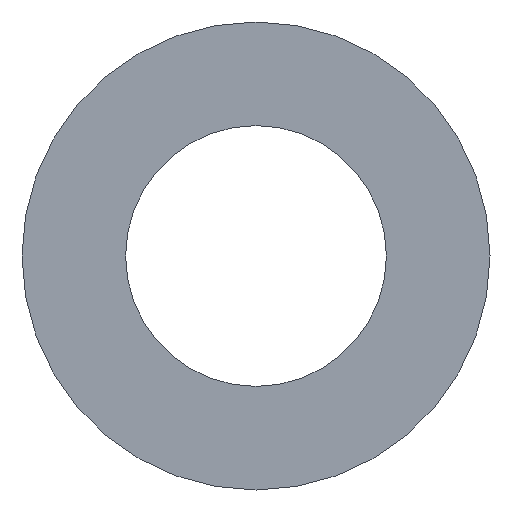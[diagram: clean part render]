
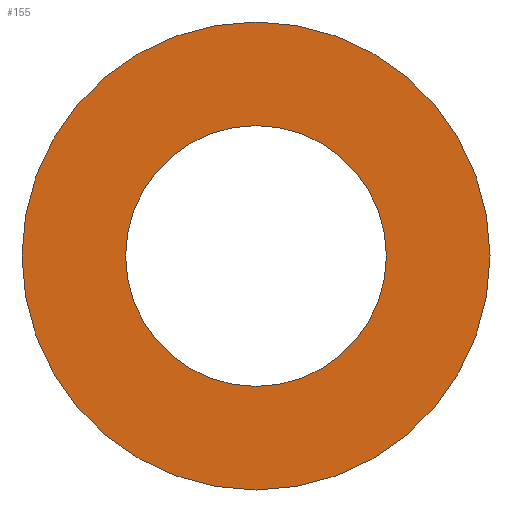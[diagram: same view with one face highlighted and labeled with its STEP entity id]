
A CAD part, front view. The second image highlights one B-rep face of the part: STEP entity #155.
In plain terms, the highlighted planar face has unit normal (0, -1, 0).
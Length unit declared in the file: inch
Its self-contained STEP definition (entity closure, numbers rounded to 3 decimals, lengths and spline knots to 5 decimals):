
#1 = EDGE_CURVE ( 'NONE', #12, #315, #103, .T. ) ;
#3 = DIRECTION ( 'NONE',  ( 0., 1., 0. ) ) ;
#11 = EDGE_CURVE ( 'NONE', #315, #12, #144, .T. ) ;
#12 = VERTEX_POINT ( 'NONE', #175 ) ;
#27 = CARTESIAN_POINT ( 'NONE',  ( 0., 0., 0.28125 ) ) ;
#37 = CARTESIAN_POINT ( 'NONE',  ( 0., 0., -0.15675 ) ) ;
#39 = CIRCLE ( 'NONE', #80, 0.28125 ) ;
#42 = DIRECTION ( 'NONE',  ( 0., 0., 1. ) ) ;
#45 = FACE_OUTER_BOUND ( 'NONE', #325, .T. ) ;
#46 = DIRECTION ( 'NONE',  ( 0., 1., 0. ) ) ;
#48 = EDGE_LOOP ( 'NONE', ( #213, #278 ) ) ;
#59 = DIRECTION ( 'NONE',  ( 0., 0., 1. ) ) ;
#62 = PLANE ( 'NONE',  #129 ) ;
#70 = CARTESIAN_POINT ( 'NONE',  ( 0., 0., 0. ) ) ;
#74 = AXIS2_PLACEMENT_3D ( 'NONE', #222, #123, #42 ) ;
#80 = AXIS2_PLACEMENT_3D ( 'NONE', #133, #238, #59 ) ;
#82 = AXIS2_PLACEMENT_3D ( 'NONE', #70, #46, #250 ) ;
#86 = ORIENTED_EDGE ( 'NONE', *, *, #296, .F. ) ;
#103 = CIRCLE ( 'NONE', #82, 0.15675 ) ;
#121 = FACE_BOUND ( 'NONE', #48, .T. ) ;
#123 = DIRECTION ( 'NONE',  ( 0., 1., 0. ) ) ;
#129 = AXIS2_PLACEMENT_3D ( 'NONE', #242, #3, #275 ) ;
#133 = CARTESIAN_POINT ( 'NONE',  ( 0., 0., 0. ) ) ;
#144 = CIRCLE ( 'NONE', #276, 0.15675 ) ;
#149 = CARTESIAN_POINT ( 'NONE',  ( 0., 0., 0. ) ) ;
#151 = VERTEX_POINT ( 'NONE', #27 ) ;
#155 = ADVANCED_FACE ( 'NONE', ( #121, #45 ), #62, .F. ) ;
#170 = ORIENTED_EDGE ( 'NONE', *, *, #182, .F. ) ;
#175 = CARTESIAN_POINT ( 'NONE',  ( 0., 0., 0.15675 ) ) ;
#182 = EDGE_CURVE ( 'NONE', #151, #218, #39, .T. ) ;
#200 = CIRCLE ( 'NONE', #74, 0.28125 ) ;
#213 = ORIENTED_EDGE ( 'NONE', *, *, #11, .T. ) ;
#215 = CARTESIAN_POINT ( 'NONE',  ( 0., 0., -0.28125 ) ) ;
#218 = VERTEX_POINT ( 'NONE', #215 ) ;
#222 = CARTESIAN_POINT ( 'NONE',  ( 0., 0., 0. ) ) ;
#238 = DIRECTION ( 'NONE',  ( 0., 1., 0. ) ) ;
#242 = CARTESIAN_POINT ( 'NONE',  ( 0., 0., 0. ) ) ;
#250 = DIRECTION ( 'NONE',  ( 0., 0., 1. ) ) ;
#275 = DIRECTION ( 'NONE',  ( 0., 0., 1. ) ) ;
#276 = AXIS2_PLACEMENT_3D ( 'NONE', #149, #319, #292 ) ;
#278 = ORIENTED_EDGE ( 'NONE', *, *, #1, .T. ) ;
#292 = DIRECTION ( 'NONE',  ( 0., 0., 1. ) ) ;
#296 = EDGE_CURVE ( 'NONE', #218, #151, #200, .T. ) ;
#315 = VERTEX_POINT ( 'NONE', #37 ) ;
#319 = DIRECTION ( 'NONE',  ( 0., 1., 0. ) ) ;
#325 = EDGE_LOOP ( 'NONE', ( #86, #170 ) ) ;
